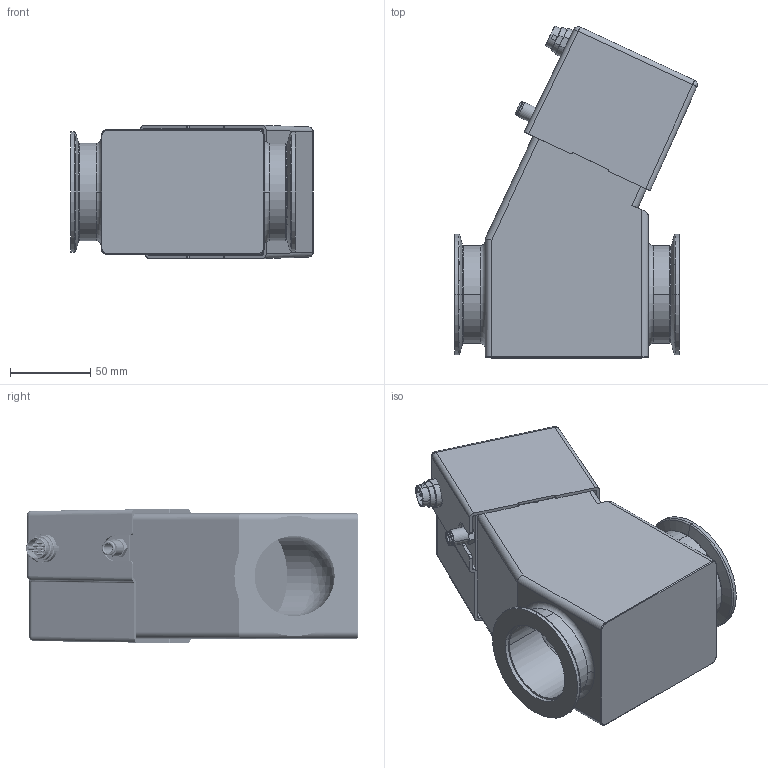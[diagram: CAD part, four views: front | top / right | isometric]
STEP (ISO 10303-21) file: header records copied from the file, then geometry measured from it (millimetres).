
FILE_DESCRIPTION (( 'STEP AP214' ), '1' );
FILE_NAME ('PAIV-A05132 SHELLED.STEP', '2025-11-24T19:30:08', ( '' ), ( '' ), 'SwSTEP 2.0', 'SolidWorks 2023', '' );
FILE_SCHEMA (( 'AUTOMOTIVE_DESIGN' ));
Length unit declared in the file: millimetre
Products named in the file (13): 36-00437_extended; 9551-00005M-35_91292A193; 37-00109; 35-01529; 22-00050; 2000282183_SHELLED; 39-01024_SHELLED; 29-00062_5225K506; PAIV-A05132 SHELLED; 9551-00002M-2SS_92015A011; 35-01475_SHELLED; 35-01462_DN50; 35-01479
Assembly tree (15 placements, depth 4):
  PAIV-A05132 SHELLED
    35-01462_DN50
    2000282183_SHELLED
      35-01529
      39-01024_SHELLED
        35-01475_SHELLED
        36-00437_extended
        35-01479
      29-00062_5225K506
      9551-00005M-35_91292A193  x4
      22-00050
      9551-00002M-2SS_92015A011
      37-00109
Bounding box: 151.27 x 206.92 x 83.1 mm (x, y, z)
Volume: 765350.4 mm3; surface area: 325948.1 mm2
Topology: 13 solids, 16 shells, 1822 faces, 4566 edges, 2831 vertices
Faces by surface type: cylinder 781, plane 381, cone 266, torus 265, bspline 108, sphere 21
Entity records: 58147 total; most frequent: CARTESIAN_POINT 27372, ORIENTED_EDGE 6588, DIRECTION 6079, EDGE_CURVE 3301, AXIS2_PLACEMENT_3D 2483, VERTEX_POINT 2052, EDGE_LOOP 1574, ADVANCED_FACE 1393
